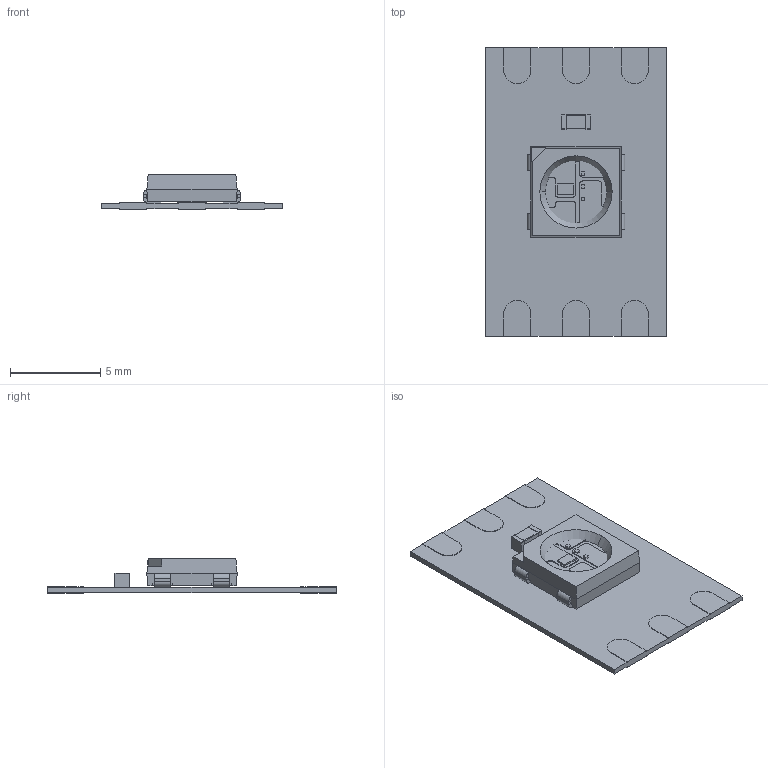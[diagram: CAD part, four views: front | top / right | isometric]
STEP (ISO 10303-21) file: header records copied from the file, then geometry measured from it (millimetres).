
FILE_DESCRIPTION (( 'STEP AP214' ), '1' );
FILE_NAME ('WS2812 led Strip 16x10mm 60led-m.STEP', '2022-11-26T15:06:54', ( 'Elessar' ), ( '' ), 'SwSTEP 2.0', 'SolidWorks 2018', '' );
FILE_SCHEMA (( 'AUTOMOTIVE_DESIGN' ));
Length unit declared in the file: millimetre
Products named in the file (4): WS2812B^WS2812 led Strip 16x10mm 60led-m; PCB^WS2812 led Strip 16x10mm 60led-m; WS2812 led Strip 16x10mm 60led-m; CAP0603^WS2812 led Strip 16x10mm 60led-m
Assembly tree (3 placements, depth 2):
  WS2812 led Strip 16x10mm 60led-m
    PCB^WS2812 led Strip 16x10mm 60led-m
    WS2812B^WS2812 led Strip 16x10mm 60led-m
    CAP0603^WS2812 led Strip 16x10mm 60led-m
Bounding box: 10 x 16 x 1.91 mm (x, y, z)
Volume: 82 mm3; surface area: 462.4 mm2
Topology: 11 solids, 11 shells, 258 faces, 654 edges, 420 vertices
Faces by surface type: plane 202, cylinder 54, cone 2
Entity records: 9052 total; most frequent: CARTESIAN_POINT 1338, ORIENTED_EDGE 1308, DIRECTION 1292, EDGE_CURVE 654, LINE 544, VECTOR 544, VERTEX_POINT 420, AXIS2_PLACEMENT_3D 374
